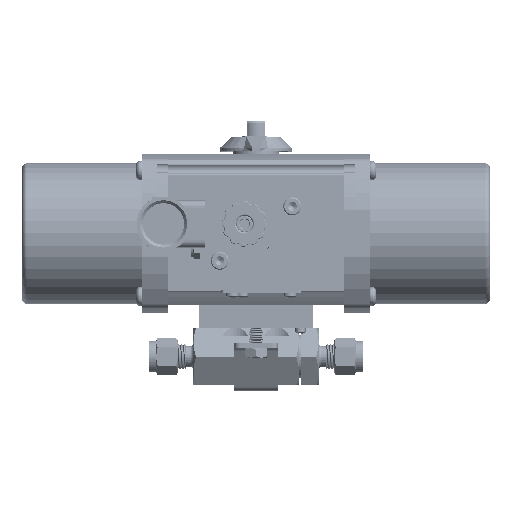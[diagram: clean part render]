
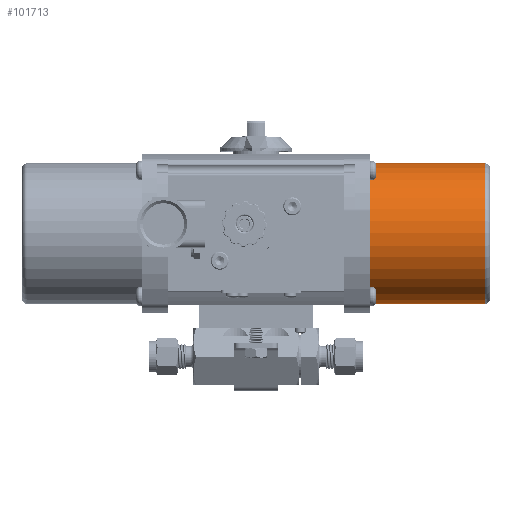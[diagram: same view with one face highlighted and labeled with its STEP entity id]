
A CAD part, top view. The second image highlights one B-rep face of the part: STEP entity #101713.
In plain terms, the highlighted cylindrical face has radius 30.963 mm (diameter 61.925 mm), a partial arc.
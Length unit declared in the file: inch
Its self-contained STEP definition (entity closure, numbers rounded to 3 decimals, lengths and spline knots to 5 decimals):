
#6604 = VERTEX_POINT ( 'NONE', #39250 ) ;
#11867 = AXIS2_PLACEMENT_3D ( 'NONE', #25769, #130777, #40838 ) ;
#18200 = CARTESIAN_POINT ( 'NONE',  ( 1.8575, 2.136, 0. ) ) ;
#23002 = CARTESIAN_POINT ( 'NONE',  ( 1.8575, 0.917, 0. ) ) ;
#25461 = EDGE_CURVE ( 'NONE', #39384, #6604, #175290, .T. ) ;
#25769 = CARTESIAN_POINT ( 'NONE',  ( 3.9725, 2.136, 0. ) ) ;
#27952 = EDGE_CURVE ( 'NONE', #141638, #39384, #155667, .T. ) ;
#32930 = DIRECTION ( 'NONE',  ( 0., 1., 0. ) ) ;
#33315 = DIRECTION ( 'NONE',  ( 0., -1., 0. ) ) ;
#37251 = FACE_OUTER_BOUND ( 'NONE', #89438, .T. ) ;
#39250 = CARTESIAN_POINT ( 'NONE',  ( 1.8575, 3.355, 0. ) ) ;
#39384 = VERTEX_POINT ( 'NONE', #49134 ) ;
#40838 = DIRECTION ( 'NONE',  ( 0., -1., 0. ) ) ;
#41485 = CARTESIAN_POINT ( 'NONE',  ( 3.9725, 0.917, 0. ) ) ;
#49134 = CARTESIAN_POINT ( 'NONE',  ( 3.9725, 3.355, 0. ) ) ;
#56898 = CARTESIAN_POINT ( 'NONE',  ( 1.7145, 3.355, 0. ) ) ;
#77373 = ORIENTED_EDGE ( 'NONE', *, *, #125540, .F. ) ;
#79223 = LINE ( 'NONE', #184428, #114409 ) ;
#89438 = EDGE_LOOP ( 'NONE', ( #77373, #123126, #182692, #124232 ) ) ;
#93876 = DIRECTION ( 'NONE',  ( -1., 0., 0. ) ) ;
#99070 = AXIS2_PLACEMENT_3D ( 'NONE', #18200, #123258, #33315 ) ;
#101713 = ADVANCED_FACE ( 'NONE', ( #37251 ), #152257, .T. ) ;
#107150 = EDGE_CURVE ( 'NONE', #6604, #192444, #140937, .T. ) ;
#114409 = VECTOR ( 'NONE', #93876, 39.37008 ) ;
#122889 = CARTESIAN_POINT ( 'NONE',  ( 1.7145, 2.136, 0. ) ) ;
#123126 = ORIENTED_EDGE ( 'NONE', *, *, #27952, .T. ) ;
#123258 = DIRECTION ( 'NONE',  ( 1., 0., 0. ) ) ;
#124232 = ORIENTED_EDGE ( 'NONE', *, *, #107150, .T. ) ;
#125540 = EDGE_CURVE ( 'NONE', #141638, #192444, #79223, .T. ) ;
#130777 = DIRECTION ( 'NONE',  ( -1., 0., 0. ) ) ;
#135291 = VECTOR ( 'NONE', #192265, 39.37008 ) ;
#140937 = CIRCLE ( 'NONE', #99070, 1.219 ) ;
#141638 = VERTEX_POINT ( 'NONE', #41485 ) ;
#144008 = AXIS2_PLACEMENT_3D ( 'NONE', #122889, #152329, #32930 ) ;
#152257 = CYLINDRICAL_SURFACE ( 'NONE', #144008, 1.219 ) ;
#152329 = DIRECTION ( 'NONE',  ( -1., 0., 0. ) ) ;
#155667 = CIRCLE ( 'NONE', #11867, 1.219 ) ;
#175290 = LINE ( 'NONE', #56898, #135291 ) ;
#182692 = ORIENTED_EDGE ( 'NONE', *, *, #25461, .T. ) ;
#184428 = CARTESIAN_POINT ( 'NONE',  ( 1.7145, 0.917, 0. ) ) ;
#192265 = DIRECTION ( 'NONE',  ( -1., 0., 0. ) ) ;
#192444 = VERTEX_POINT ( 'NONE', #23002 ) ;
